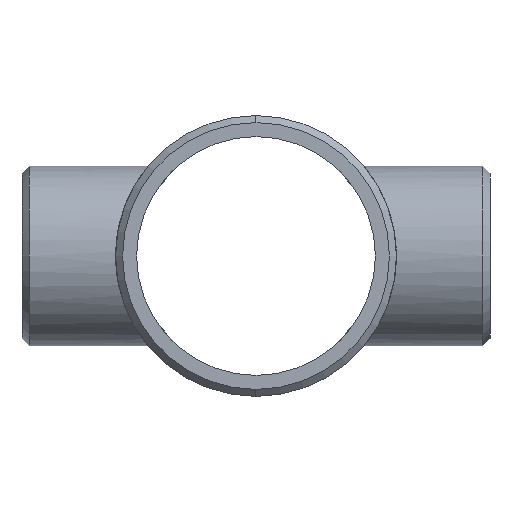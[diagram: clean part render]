
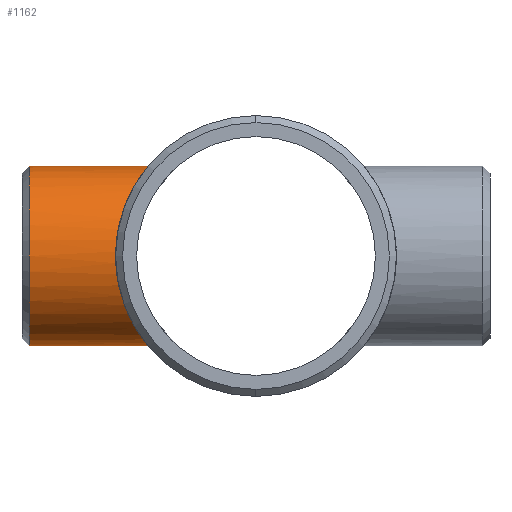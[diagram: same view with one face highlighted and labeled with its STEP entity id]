
A CAD part, left-side view. The second image highlights one B-rep face of the part: STEP entity #1162.
In plain terms, the highlighted cylindrical face has radius 36.576 mm (diameter 73.152 mm), a partial arc.
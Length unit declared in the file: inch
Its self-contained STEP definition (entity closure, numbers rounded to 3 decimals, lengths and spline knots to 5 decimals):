
#2 = CARTESIAN_POINT ( 'NONE',  ( -0.02445, 1.72884, 1.44 ) ) ;
#6 = CARTESIAN_POINT ( 'NONE',  ( -1.4297, 2.24337, -0.19683 ) ) ;
#8 = VECTOR ( 'NONE', #719, 39.37008 ) ;
#13 = EDGE_CURVE ( 'NONE', #191, #261, #1219, .T. ) ;
#14 = CARTESIAN_POINT ( 'NONE',  ( -1.4371, 2.24814, 0.0946 ) ) ;
#26 = CARTESIAN_POINT ( 'NONE',  ( -1.40171, 2.22568, 0.33333 ) ) ;
#44 = CARTESIAN_POINT ( 'NONE',  ( -0.70547, 1.86715, -1.25556 ) ) ;
#89 = EDGE_CURVE ( 'NONE', #437, #291, #958, .T. ) ;
#104 = CARTESIAN_POINT ( 'NONE',  ( -0.0491, 1.72937, 1.43937 ) ) ;
#109 = CARTESIAN_POINT ( 'NONE',  ( -0.78463, 1.89848, -1.20768 ) ) ;
#115 = CARTESIAN_POINT ( 'NONE',  ( -0.33641, 1.76066, 1.40097 ) ) ;
#133 = CARTESIAN_POINT ( 'NONE',  ( -0.60267, 1.83042, -1.30865 ) ) ;
#191 = VERTEX_POINT ( 'NONE', #354 ) ;
#193 = CARTESIAN_POINT ( 'NONE',  ( -1.13992, 2.07038, 0.88483 ) ) ;
#200 = CARTESIAN_POINT ( 'NONE',  ( -1.33406, 2.1837, -0.54262 ) ) ;
#205 = CARTESIAN_POINT ( 'NONE',  ( -0.64736, 1.84426, 1.28966 ) ) ;
#211 = CARTESIAN_POINT ( 'NONE',  ( -1.36706, 2.20402, -0.45314 ) ) ;
#234 = CARTESIAN_POINT ( 'NONE',  ( -0.47235, 1.79166, -1.36116 ) ) ;
#261 = VERTEX_POINT ( 'NONE', #1172 ) ;
#276 = AXIS2_PLACEMENT_3D ( 'NONE', #1180, #283, #1266 ) ;
#283 = DIRECTION ( 'NONE',  ( 0., -1., 0. ) ) ;
#291 = VERTEX_POINT ( 'NONE', #617 ) ;
#293 = CARTESIAN_POINT ( 'NONE',  ( -0.98412, 1.98912, 1.05223 ) ) ;
#299 = CARTESIAN_POINT ( 'NONE',  ( -1.28794, 2.15565, -0.65091 ) ) ;
#304 = CARTESIAN_POINT ( 'NONE',  ( -0.84182, 1.92284, 1.16853 ) ) ;
#311 = CARTESIAN_POINT ( 'NONE',  ( -1.3428, 2.18906, -0.52062 ) ) ;
#321 = CARTESIAN_POINT ( 'NONE',  ( -1.24478, 2.12991, 0.72998 ) ) ;
#330 = CARTESIAN_POINT ( 'NONE',  ( 0., 1.72884, -1.44 ) ) ;
#331 = CARTESIAN_POINT ( 'NONE',  ( 0., 3.75, -1.44 ) ) ;
#338 = VECTOR ( 'NONE', #1242, 39.37008 ) ;
#346 = DIRECTION ( 'NONE',  ( 0., -1., 0. ) ) ;
#354 = CARTESIAN_POINT ( 'NONE',  ( 0., 3.63767, -1.44 ) ) ;
#395 = CARTESIAN_POINT ( 'NONE',  ( 0., 1.72884, 1.44 ) ) ;
#399 = CYLINDRICAL_SURFACE ( 'NONE', #276, 1.44 ) ;
#401 = CARTESIAN_POINT ( 'NONE',  ( -1.43529, 2.24699, 0.11889 ) ) ;
#408 = CARTESIAN_POINT ( 'NONE',  ( -0.9507, 1.97221, -1.0854 ) ) ;
#414 = CARTESIAN_POINT ( 'NONE',  ( -1.38866, 2.21746, -0.38413 ) ) ;
#419 = CARTESIAN_POINT ( 'NONE',  ( -1.43977, 2.24985, -0.10108 ) ) ;
#422 = CARTESIAN_POINT ( 'NONE',  ( -0.09833, 1.72884, -1.44 ) ) ;
#436 = CARTESIAN_POINT ( 'NONE',  ( -0.72553, 1.87482, -1.24408 ) ) ;
#437 = VERTEX_POINT ( 'NONE', #1028 ) ;
#440 = CARTESIAN_POINT ( 'NONE',  ( 0., 3.63767, 0. ) ) ;
#441 = ORIENTED_EDGE ( 'NONE', *, *, #753, .T. ) ;
#492 = CARTESIAN_POINT ( 'NONE',  ( -1.35929, 2.19921, -0.47591 ) ) ;
#496 = CARTESIAN_POINT ( 'NONE',  ( -1.24341, 2.12912, -0.73215 ) ) ;
#502 = CARTESIAN_POINT ( 'NONE',  ( -0.09809, 1.73145, 1.43686 ) ) ;
#513 = CARTESIAN_POINT ( 'NONE',  ( -0.47421, 1.79215, 1.36052 ) ) ;
#571 = CARTESIAN_POINT ( 'NONE',  ( 0., 3.75, 1.44 ) ) ;
#589 = CIRCLE ( 'NONE', #791, 1.44 ) ;
#592 = CARTESIAN_POINT ( 'NONE',  ( -0.88037, 1.93885, -1.14327 ) ) ;
#596 = CARTESIAN_POINT ( 'NONE',  ( -0.24246, 1.74515, 1.42025 ) ) ;
#603 = CARTESIAN_POINT ( 'NONE',  ( -0.89694, 1.9476, 1.12678 ) ) ;
#609 = CARTESIAN_POINT ( 'NONE',  ( -1.42084, 2.23777, 0.23903 ) ) ;
#617 = CARTESIAN_POINT ( 'NONE',  ( 0., 1.72884, 1.44 ) ) ;
#622 = ORIENTED_EDGE ( 'NONE', *, *, #802, .T. ) ;
#628 = CARTESIAN_POINT ( 'NONE',  ( -0.64447, 1.84467, -1.28856 ) ) ;
#669 = EDGE_LOOP ( 'NONE', ( #890, #441, #1136, #622 ) ) ;
#686 = CARTESIAN_POINT ( 'NONE',  ( -0.87874, 1.93928, 1.14103 ) ) ;
#693 = CARTESIAN_POINT ( 'NONE',  ( -0.82309, 1.9147, 1.1818 ) ) ;
#699 = CARTESIAN_POINT ( 'NONE',  ( -0.38275, 1.77015, 1.38903 ) ) ;
#717 = CARTESIAN_POINT ( 'NONE',  ( -0.33455, 1.76077, -1.4008 ) ) ;
#719 = DIRECTION ( 'NONE',  ( 0., -1., 0. ) ) ;
#753 = EDGE_CURVE ( 'NONE', #437, #191, #589, .T. ) ;
#788 = CARTESIAN_POINT ( 'NONE',  ( -1.3443, 2.18998, 0.51675 ) ) ;
#791 = AXIS2_PLACEMENT_3D ( 'NONE', #440, #346, #1204 ) ;
#794 = CARTESIAN_POINT ( 'NONE',  ( -1.16521, 2.08482, -0.84642 ) ) ;
#800 = CARTESIAN_POINT ( 'NONE',  ( -1.36071, 2.20009, 0.47184 ) ) ;
#802 = EDGE_CURVE ( 'NONE', #261, #291, #820, .T. ) ;
#807 = CARTESIAN_POINT ( 'NONE',  ( -1.44005, 2.25003, 0.02108 ) ) ;
#820 = B_SPLINE_CURVE_WITH_KNOTS ( 'NONE', 3,
 ( #330, #422, #1112, #825, #717, #1126, #934, #234, #1015, #133, #628, #44, #436, #1135, #109, #592, #408, #1085, #898, #1201, #1184, #794, #996, #496, #299, #200, #311, #492, #211, #414, #891, #6, #419, #807, #1195, #14, #401, #886, #609, #26, #905, #1091, #800, #788, #912, #1207, #321, #193, #990, #293, #1189, #603, #686, #304, #693, #1095, #205, #1102, #513, #699, #115, #596, #999, #1006, #502, #104, #2, #395 ),
 .UNSPECIFIED., .F., .F.,
 ( 4, 2, 2, 2, 2, 2, 2, 2, 2, 2, 2, 2, 2, 2, 2, 2, 2, 2, 2, 2, 2, 2, 2, 2, 2, 2, 2, 2, 2, 2, 2, 2, 2, 4 ),
 ( 0., 0.00736, 0.0092, 0.01104, 0.01472, 0.0184, 0.02024, 0.02208, 0.02944, 0.03312, 0.03496, 0.0368, 0.04417, 0.04601, 0.04785, 0.05153, 0.05889, 0.06073, 0.06257, 0.06625, 0.06993, 0.07177, 0.07361, 0.08097, 0.08833, 0.09201, 0.09385, 0.09569, 0.10305, 0.10673, 0.11041, 0.11409, 0.11594, 0.11778 ),
 .UNSPECIFIED. ) ;
#825 = CARTESIAN_POINT ( 'NONE',  ( -0.31127, 1.75649, -1.40616 ) ) ;
#886 = CARTESIAN_POINT ( 'NONE',  ( -1.42806, 2.24237, 0.19132 ) ) ;
#890 = ORIENTED_EDGE ( 'NONE', *, *, #89, .F. ) ;
#891 = CARTESIAN_POINT ( 'NONE',  ( -1.40067, 2.22502, -0.33765 ) ) ;
#898 = CARTESIAN_POINT ( 'NONE',  ( -1.07876, 2.03764, -0.955 ) ) ;
#905 = CARTESIAN_POINT ( 'NONE',  ( -1.38981, 2.21819, 0.37992 ) ) ;
#912 = CARTESIAN_POINT ( 'NONE',  ( -1.33558, 2.18463, 0.53887 ) ) ;
#934 = CARTESIAN_POINT ( 'NONE',  ( -0.40389, 1.77526, -1.3824 ) ) ;
#958 = LINE ( 'NONE', #571, #338 ) ;
#990 = CARTESIAN_POINT ( 'NONE',  ( -1.08123, 2.03834, 0.95546 ) ) ;
#996 = CARTESIAN_POINT ( 'NONE',  ( -1.17863, 2.09235, -0.82763 ) ) ;
#999 = CARTESIAN_POINT ( 'NONE',  ( -0.19484, 1.73912, 1.42758 ) ) ;
#1006 = CARTESIAN_POINT ( 'NONE',  ( -0.12241, 1.733, 1.43499 ) ) ;
#1015 = CARTESIAN_POINT ( 'NONE',  ( -0.51661, 1.80392, -1.34495 ) ) ;
#1028 = CARTESIAN_POINT ( 'NONE',  ( 0., 3.63767, 1.44 ) ) ;
#1074 = FACE_OUTER_BOUND ( 'NONE', #669, .T. ) ;
#1085 = CARTESIAN_POINT ( 'NONE',  ( -1.04781, 2.02139, -0.98883 ) ) ;
#1091 = CARTESIAN_POINT ( 'NONE',  ( -1.36843, 2.20487, 0.44898 ) ) ;
#1095 = CARTESIAN_POINT ( 'NONE',  ( -0.72797, 1.87459, 1.24582 ) ) ;
#1102 = CARTESIAN_POINT ( 'NONE',  ( -0.51854, 1.80447, 1.34421 ) ) ;
#1112 = CARTESIAN_POINT ( 'NONE',  ( -0.19418, 1.73726, -1.43005 ) ) ;
#1126 = CARTESIAN_POINT ( 'NONE',  ( -0.38084, 1.77015, -1.38893 ) ) ;
#1135 = CARTESIAN_POINT ( 'NONE',  ( -0.76508, 1.89048, -1.22016 ) ) ;
#1136 = ORIENTED_EDGE ( 'NONE', *, *, #13, .T. ) ;
#1162 = ADVANCED_FACE ( 'NONE', ( #1074 ), #399, .T. ) ;
#1172 = CARTESIAN_POINT ( 'NONE',  ( 0., 1.72884, -1.44 ) ) ;
#1180 = CARTESIAN_POINT ( 'NONE',  ( 0., 3.75, 0. ) ) ;
#1184 = CARTESIAN_POINT ( 'NONE',  ( -1.13743, 2.06942, -0.88339 ) ) ;
#1189 = CARTESIAN_POINT ( 'NONE',  ( -0.95022, 1.97252, 1.08296 ) ) ;
#1195 = CARTESIAN_POINT ( 'NONE',  ( -1.43948, 2.24967, 0.04572 ) ) ;
#1201 = CARTESIAN_POINT ( 'NONE',  ( -1.12304, 2.06154, -0.90162 ) ) ;
#1204 = DIRECTION ( 'NONE',  ( 0., 0., 1. ) ) ;
#1207 = CARTESIAN_POINT ( 'NONE',  ( -1.2895, 2.15659, 0.64788 ) ) ;
#1219 = LINE ( 'NONE', #331, #8 ) ;
#1242 = DIRECTION ( 'NONE',  ( 0., -1., 0. ) ) ;
#1266 = DIRECTION ( 'NONE',  ( 0., 0., -1. ) ) ;
